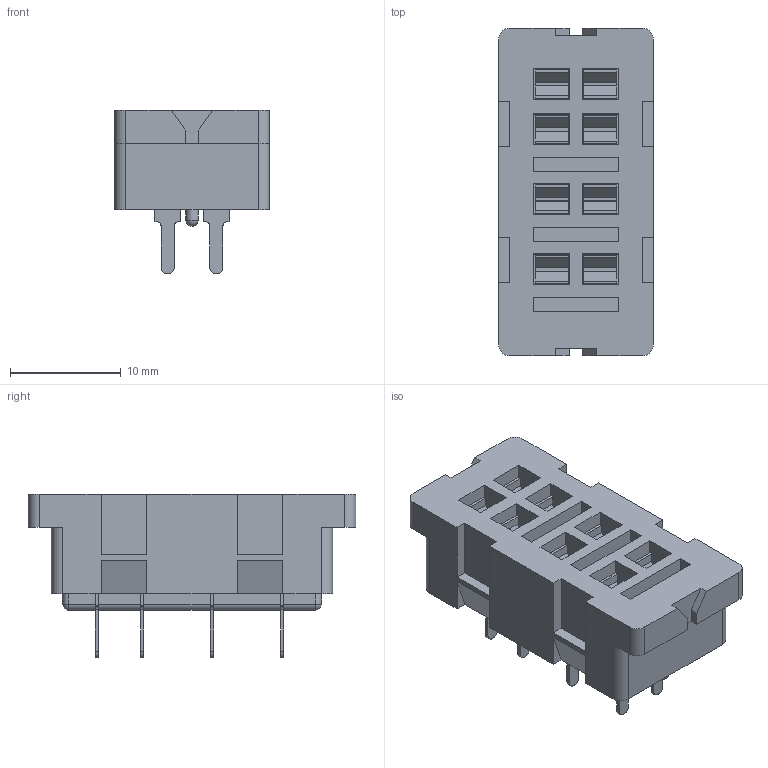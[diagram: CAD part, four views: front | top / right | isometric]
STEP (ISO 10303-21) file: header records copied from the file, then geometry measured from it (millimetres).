
FILE_DESCRIPTION (( 'STEP AP214' ), '1' );
FILE_NAME ('S2M.STEP', '2014-09-30T05:22:15', ( '' ), ( '' ), 'SwSTEP 2.0', 'SolidWorks 2012', '' );
FILE_SCHEMA (( 'AUTOMOTIVE_DESIGN' ));
Length unit declared in the file: millimetre
Products named in the file (1): S2M
Bounding box: 14 x 29.6 x 14.8 mm (x, y, z)
Volume: 2616.1 mm3; surface area: 3666.6 mm2
Topology: 1 solids, 1 shells, 456 faces, 1318 edges, 866 vertices
Faces by surface type: plane 395, cylinder 59, sphere 2
Entity records: 17931 total; most frequent: CARTESIAN_POINT 2635, ORIENTED_EDGE 2628, DIRECTION 2346, EDGE_CURVE 1314, LINE 1196, VECTOR 1196, VERTEX_POINT 864, AXIS2_PLACEMENT_3D 575
